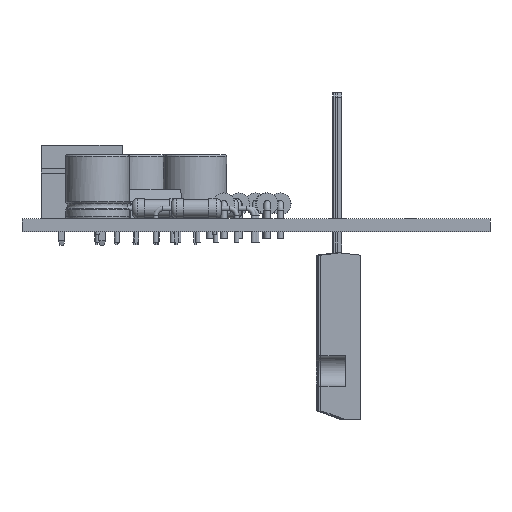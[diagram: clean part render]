
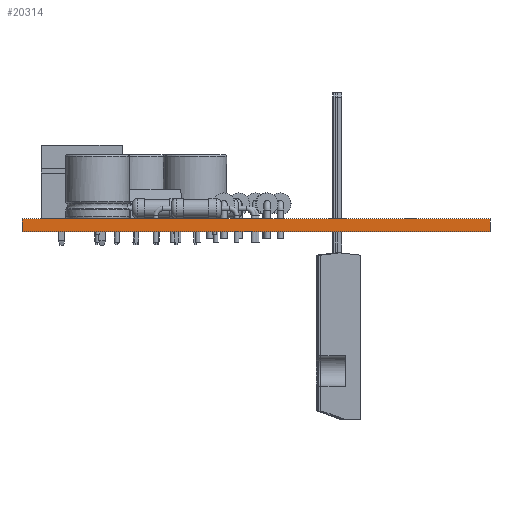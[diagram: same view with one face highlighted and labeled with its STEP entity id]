
A CAD part, front view. The second image highlights one B-rep face of the part: STEP entity #20314.
In plain terms, the highlighted planar face has unit normal (0, -1, 0).
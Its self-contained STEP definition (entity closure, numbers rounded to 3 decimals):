
#20314 = ADVANCED_FACE('',(#20315),#20349,.T.);
#20315 = FACE_BOUND('',#20316,.T.);
#20316 = EDGE_LOOP('',(#20317,#20327,#20335,#20343));
#20317 = ORIENTED_EDGE('',*,*,#20318,.T.);
#20318 = EDGE_CURVE('',#20319,#20321,#20323,.T.);
#20319 = VERTEX_POINT('',#20320);
#20320 = CARTESIAN_POINT('',(58.801,0.025,0.));
#20321 = VERTEX_POINT('',#20322);
#20322 = CARTESIAN_POINT('',(58.801,0.025,1.6));
#20323 = LINE('',#20324,#20325);
#20324 = CARTESIAN_POINT('',(58.801,0.025,0.));
#20325 = VECTOR('',#20326,1.);
#20326 = DIRECTION('',(0.,0.,1.));
#20327 = ORIENTED_EDGE('',*,*,#20328,.T.);
#20328 = EDGE_CURVE('',#20321,#20329,#20331,.T.);
#20329 = VERTEX_POINT('',#20330);
#20330 = CARTESIAN_POINT('',(-0.025,0.025,1.6));
#20331 = LINE('',#20332,#20333);
#20332 = CARTESIAN_POINT('',(58.801,0.025,1.6));
#20333 = VECTOR('',#20334,1.);
#20334 = DIRECTION('',(-1.,0.,0.));
#20335 = ORIENTED_EDGE('',*,*,#20336,.F.);
#20336 = EDGE_CURVE('',#20337,#20329,#20339,.T.);
#20337 = VERTEX_POINT('',#20338);
#20338 = CARTESIAN_POINT('',(-0.025,0.025,0.));
#20339 = LINE('',#20340,#20341);
#20340 = CARTESIAN_POINT('',(-0.025,0.025,0.));
#20341 = VECTOR('',#20342,1.);
#20342 = DIRECTION('',(0.,0.,1.));
#20343 = ORIENTED_EDGE('',*,*,#20344,.F.);
#20344 = EDGE_CURVE('',#20319,#20337,#20345,.T.);
#20345 = LINE('',#20346,#20347);
#20346 = CARTESIAN_POINT('',(58.801,0.025,0.));
#20347 = VECTOR('',#20348,1.);
#20348 = DIRECTION('',(-1.,0.,0.));
#20349 = PLANE('',#20350);
#20350 = AXIS2_PLACEMENT_3D('',#20351,#20352,#20353);
#20351 = CARTESIAN_POINT('',(58.801,0.025,0.));
#20352 = DIRECTION('',(0.,-1.,0.));
#20353 = DIRECTION('',(-1.,0.,0.));
